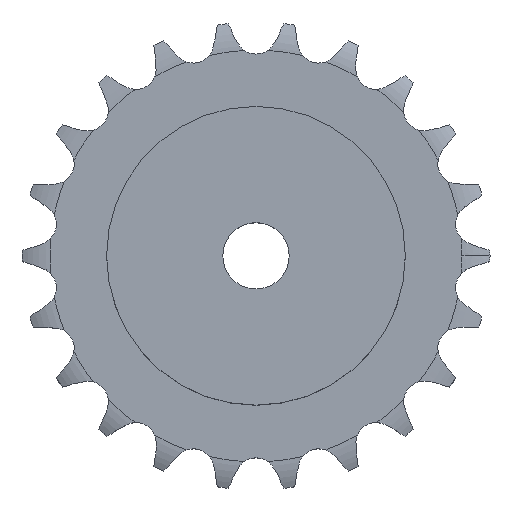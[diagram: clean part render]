
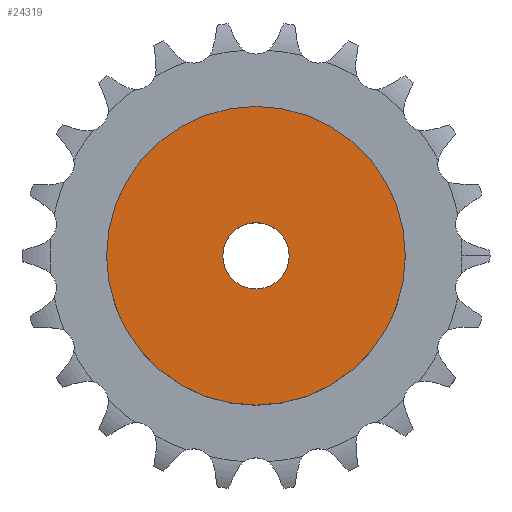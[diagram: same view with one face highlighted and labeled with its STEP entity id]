
A CAD part, top view. The second image highlights one B-rep face of the part: STEP entity #24319.
In plain terms, the highlighted planar face has unit normal (0, 0, 1).
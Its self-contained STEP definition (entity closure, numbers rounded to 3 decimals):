
#3132 = CYLINDRICAL_SURFACE('',#3133,45.);
#3133 = AXIS2_PLACEMENT_3D('',#3134,#3135,#3136);
#3134 = CARTESIAN_POINT('',(0.,0.,0.));
#3135 = DIRECTION('',(-0.,-0.,-1.));
#3136 = DIRECTION('',(1.,0.,0.));
#15550 = VERTEX_POINT('',#15551);
#15551 = CARTESIAN_POINT('',(45.,0.,40.));
#15572 = EDGE_CURVE('',#15550,#15550,#15573,.T.);
#15573 = SURFACE_CURVE('',#15574,(#15579,#15586),.PCURVE_S1.);
#15574 = CIRCLE('',#15575,45.);
#15575 = AXIS2_PLACEMENT_3D('',#15576,#15577,#15578);
#15576 = CARTESIAN_POINT('',(0.,0.,40.));
#15577 = DIRECTION('',(0.,0.,1.));
#15578 = DIRECTION('',(1.,0.,0.));
#15579 = PCURVE('',#3132,#15580);
#15580 = DEFINITIONAL_REPRESENTATION('',(#15581),#15585);
#15581 = LINE('',#15582,#15583);
#15582 = CARTESIAN_POINT('',(-0.,-40.));
#15583 = VECTOR('',#15584,1.);
#15584 = DIRECTION('',(-1.,0.));
#15585 = ( GEOMETRIC_REPRESENTATION_CONTEXT(2) 
PARAMETRIC_REPRESENTATION_CONTEXT() REPRESENTATION_CONTEXT('2D SPACE',''
  ) );
#15586 = PCURVE('',#15587,#15592);
#15587 = PLANE('',#15588);
#15588 = AXIS2_PLACEMENT_3D('',#15589,#15590,#15591);
#15589 = CARTESIAN_POINT('',(0.,0.,40.)
  );
#15590 = DIRECTION('',(0.,0.,1.));
#15591 = DIRECTION('',(1.,0.,0.));
#15592 = DEFINITIONAL_REPRESENTATION('',(#15593),#15597);
#15593 = CIRCLE('',#15594,45.);
#15594 = AXIS2_PLACEMENT_2D('',#15595,#15596);
#15595 = CARTESIAN_POINT('',(0.,0.));
#15596 = DIRECTION('',(1.,0.));
#15597 = ( GEOMETRIC_REPRESENTATION_CONTEXT(2) 
PARAMETRIC_REPRESENTATION_CONTEXT() REPRESENTATION_CONTEXT('2D SPACE',''
  ) );
#20732 = CYLINDRICAL_SURFACE('',#20733,10.);
#20733 = AXIS2_PLACEMENT_3D('',#20734,#20735,#20736);
#20734 = CARTESIAN_POINT('',(0.,0.,219.926));
#20735 = DIRECTION('',(0.,0.,1.));
#20736 = DIRECTION('',(1.,0.,0.));
#24319 = ADVANCED_FACE('',(#24320,#24323),#15587,.T.);
#24320 = FACE_BOUND('',#24321,.T.);
#24321 = EDGE_LOOP('',(#24322));
#24322 = ORIENTED_EDGE('',*,*,#15572,.T.);
#24323 = FACE_BOUND('',#24324,.T.);
#24324 = EDGE_LOOP('',(#24325));
#24325 = ORIENTED_EDGE('',*,*,#24326,.F.);
#24326 = EDGE_CURVE('',#24327,#24327,#24329,.T.);
#24327 = VERTEX_POINT('',#24328);
#24328 = CARTESIAN_POINT('',(10.,0.,40.));
#24329 = SURFACE_CURVE('',#24330,(#24335,#24342),.PCURVE_S1.);
#24330 = CIRCLE('',#24331,10.);
#24331 = AXIS2_PLACEMENT_3D('',#24332,#24333,#24334);
#24332 = CARTESIAN_POINT('',(0.,0.,40.));
#24333 = DIRECTION('',(0.,0.,1.));
#24334 = DIRECTION('',(1.,0.,0.));
#24335 = PCURVE('',#15587,#24336);
#24336 = DEFINITIONAL_REPRESENTATION('',(#24337),#24341);
#24337 = CIRCLE('',#24338,10.);
#24338 = AXIS2_PLACEMENT_2D('',#24339,#24340);
#24339 = CARTESIAN_POINT('',(0.,0.));
#24340 = DIRECTION('',(1.,0.));
#24341 = ( GEOMETRIC_REPRESENTATION_CONTEXT(2) 
PARAMETRIC_REPRESENTATION_CONTEXT() REPRESENTATION_CONTEXT('2D SPACE',''
  ) );
#24342 = PCURVE('',#20732,#24343);
#24343 = DEFINITIONAL_REPRESENTATION('',(#24344),#24348);
#24344 = LINE('',#24345,#24346);
#24345 = CARTESIAN_POINT('',(0.,-179.926));
#24346 = VECTOR('',#24347,1.);
#24347 = DIRECTION('',(1.,0.));
#24348 = ( GEOMETRIC_REPRESENTATION_CONTEXT(2) 
PARAMETRIC_REPRESENTATION_CONTEXT() REPRESENTATION_CONTEXT('2D SPACE',''
  ) );
